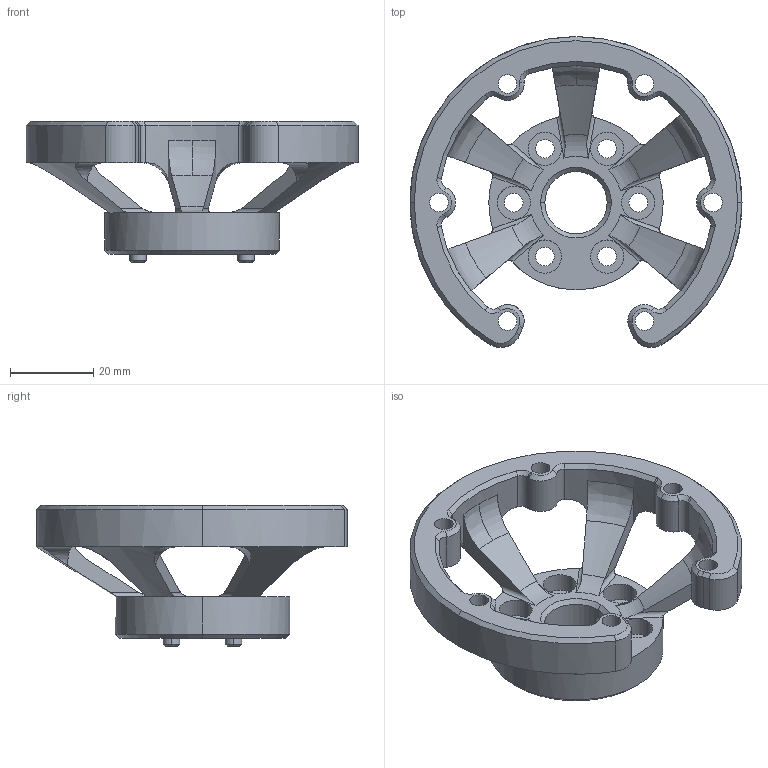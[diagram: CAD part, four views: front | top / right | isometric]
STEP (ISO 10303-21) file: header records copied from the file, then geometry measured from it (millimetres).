
FILE_DESCRIPTION (( 'STEP AP203' ), '1' );
FILE_NAME ('hip2kneeV2.STEP', '2024-10-14T02:52:53', ( 'lance' ), ( '' ), 'SwSTEP 2.0', 'SolidWorks 2021', '' );
FILE_SCHEMA (( 'CONFIG_CONTROL_DESIGN' ));
Length unit declared in the file: millimetre
Products named in the file (1): hip2kneeV2
Bounding box: 80 x 74.92 x 34 mm (x, y, z)
Volume: 28885.6 mm3; surface area: 15069.7 mm2
Topology: 1 solids, 1 shells, 192 faces, 511 edges, 321 vertices
Faces by surface type: cylinder 98, cone 52, plane 31, torus 11
Entity records: 6675 total; most frequent: CARTESIAN_POINT 1607, DIRECTION 1130, ORIENTED_EDGE 1022, EDGE_CURVE 511, AXIS2_PLACEMENT_3D 470, VERTEX_POINT 321, CIRCLE 277, EDGE_LOOP 226
